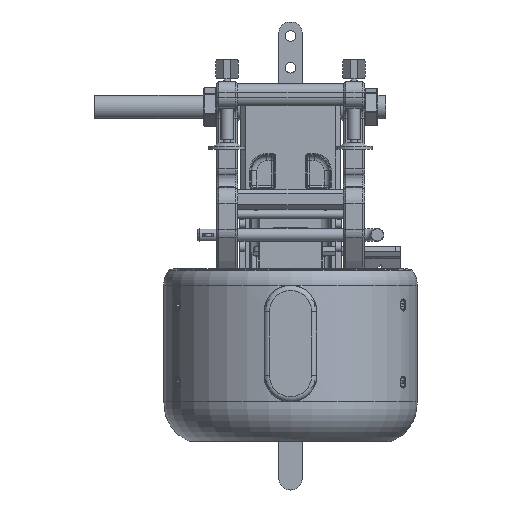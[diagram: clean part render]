
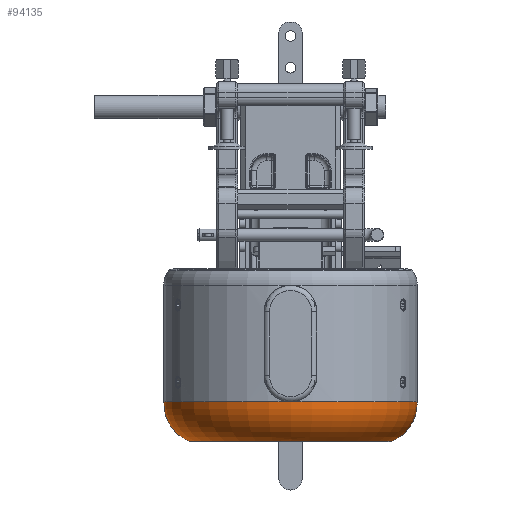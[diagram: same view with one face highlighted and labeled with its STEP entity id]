
A CAD part, front view. The second image highlights one B-rep face of the part: STEP entity #94135.
In plain terms, the highlighted toroidal (fillet/blend) face has major radius 81.029 mm and minor radius 38.707 mm.
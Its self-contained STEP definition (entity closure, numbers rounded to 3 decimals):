
#2072 = DIRECTION ( 'NONE',  ( 0., -1., 0. ) ) ;
#18796 = EDGE_LOOP ( 'NONE', ( #36301 ) ) ;
#22610 = DIRECTION ( 'NONE',  ( 0., -1., 0. ) ) ;
#23120 = CARTESIAN_POINT ( 'NONE',  ( -172.183, -571.378, -59.074 ) ) ;
#23949 = AXIS2_PLACEMENT_3D ( 'NONE', #23120, #87432, #22610 ) ;
#24148 = CIRCLE ( 'NONE', #72540, 95.692 ) ;
#30546 = EDGE_CURVE ( 'NONE', #37412, #37412, #24148, .T. ) ;
#36301 = ORIENTED_EDGE ( 'NONE', *, *, #30546, .F. ) ;
#36538 = DIRECTION ( 'NONE',  ( 0., 0., -1. ) ) ;
#37412 = VERTEX_POINT ( 'NONE', #85548 ) ;
#38289 = FACE_OUTER_BOUND ( 'NONE', #49037, .T. ) ;
#41876 = CARTESIAN_POINT ( 'NONE',  ( -172.183, -571.378, -57.397 ) ) ;
#45648 = FACE_OUTER_BOUND ( 'NONE', #18796, .T. ) ;
#47321 = TOROIDAL_SURFACE ( 'NONE', #23949, 81.029, 38.707 ) ;
#48976 = ORIENTED_EDGE ( 'NONE', *, *, #81053, .T. ) ;
#49037 = EDGE_LOOP ( 'NONE', ( #48976 ) ) ;
#49530 = AXIS2_PLACEMENT_3D ( 'NONE', #41876, #73708, #2072 ) ;
#64906 = CARTESIAN_POINT ( 'NONE',  ( -172.183, -691.078, -57.397 ) ) ;
#67923 = CIRCLE ( 'NONE', #49530, 119.7 ) ;
#68428 = DIRECTION ( 'NONE',  ( 0., -1., 0. ) ) ;
#72540 = AXIS2_PLACEMENT_3D ( 'NONE', #84145, #36538, #68428 ) ;
#73708 = DIRECTION ( 'NONE',  ( 0., 0., -1. ) ) ;
#81053 = EDGE_CURVE ( 'NONE', #81085, #81085, #67923, .T. ) ;
#81085 = VERTEX_POINT ( 'NONE', #64906 ) ;
#84145 = CARTESIAN_POINT ( 'NONE',  ( -172.183, -571.378, -94.897 ) ) ;
#85548 = CARTESIAN_POINT ( 'NONE',  ( -172.183, -667.07, -94.897 ) ) ;
#87432 = DIRECTION ( 'NONE',  ( 0., 0., -1. ) ) ;
#94135 = ADVANCED_FACE ( 'NONE', ( #38289, #45648 ), #47321, .T. ) ;
